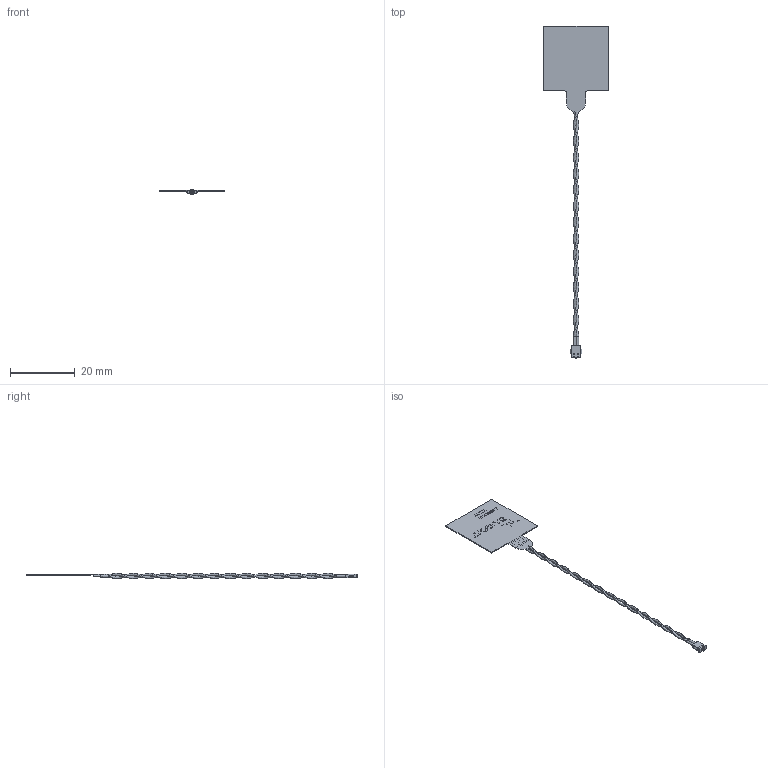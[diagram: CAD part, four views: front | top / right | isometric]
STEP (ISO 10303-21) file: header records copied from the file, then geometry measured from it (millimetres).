
FILE_DESCRIPTION (( 'STEP AP214' ), '1' );
FILE_NAME ('FXR.2020.52.0075X.B.dg_Web.STEP', '2024-05-27T07:50:17', ( '' ), ( '' ), 'SwSTEP 2.0', 'SolidWorks 2022', '' );
FILE_SCHEMA (( 'AUTOMOTIVE_DESIGN' ));
Length unit declared in the file: millimetre
Products named in the file (1): FXR.2020.52.0075X.B.dg_Web
Bounding box: 20 x 102.25 x 1.6 mm (x, y, z)
Volume: 192.7 mm3; surface area: 2098.3 mm2
Topology: 5 solids, 5 shells, 823 faces, 2250 edges, 1488 vertices
Faces by surface type: plane 534, bspline 274, cylinder 13, cone 2
Full cylindrical faces by diameter (mm): 0.4 x2, 0.7 x4
Entity records: 45911 total; most frequent: CARTESIAN_POINT 17922, ORIENTED_EDGE 4452, DIRECTION 2812, EDGE_CURVE 2226, VECTOR 1636, LINE 1636, VERTEX_POINT 1482, EDGE_LOOP 900
